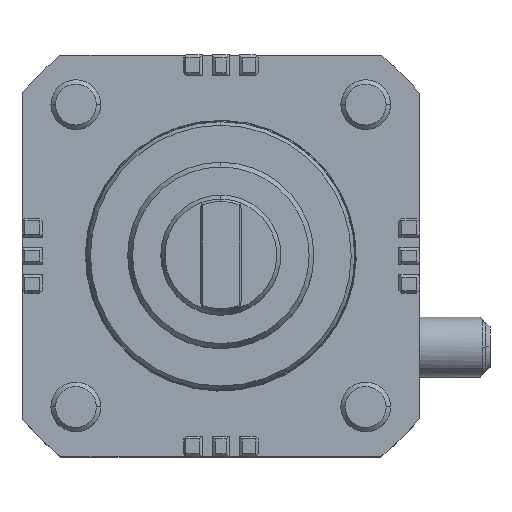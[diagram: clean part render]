
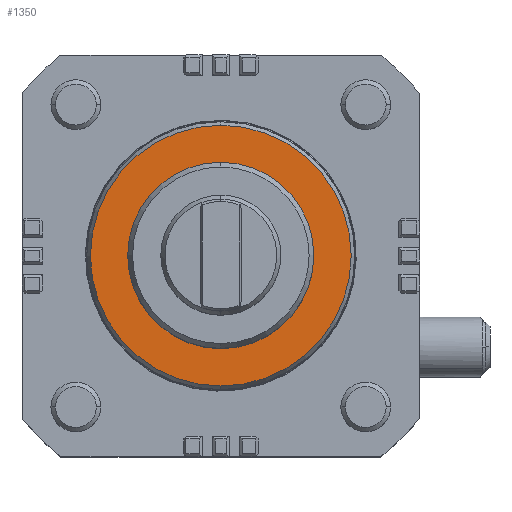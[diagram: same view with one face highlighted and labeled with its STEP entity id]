
A CAD part, top view. The second image highlights one B-rep face of the part: STEP entity #1350.
In plain terms, the highlighted planar face has unit normal (0, 0, 1).
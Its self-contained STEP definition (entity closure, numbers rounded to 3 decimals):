
#1305=CARTESIAN_POINT('',(0.,27.413,32.));
#1306=DIRECTION('',(0.,0.,1.));
#1307=DIRECTION('',(-1.,0.,0.));
#1308=AXIS2_PLACEMENT_3D('',#1305,#1306,#1307);
#1309=PLANE('',#1308);
#1310=CARTESIAN_POINT('',(-0.,-31.484,32.));
#1311=VERTEX_POINT('',#1310);
#1312=CARTESIAN_POINT('',(0.,31.484,32.));
#1313=VERTEX_POINT('',#1312);
#1314=CARTESIAN_POINT('',(0.,0.,32.));
#1315=DIRECTION('',(-0.,-0.,-1.));
#1316=DIRECTION('',(-0.,-1.,0.));
#1317=AXIS2_PLACEMENT_3D('',#1314,#1315,#1316);
#1318=CIRCLE('',#1317,31.484);
#1319=EDGE_CURVE('',#1311,#1313,#1318,.T.);
#1320=ORIENTED_EDGE('',*,*,#1319,.F.);
#1321=CARTESIAN_POINT('',(0.,0.,32.));
#1322=DIRECTION('',(-0.,-0.,-1.));
#1323=DIRECTION('',(-0.,-1.,0.));
#1324=AXIS2_PLACEMENT_3D('',#1321,#1322,#1323);
#1325=CIRCLE('',#1324,31.484);
#1326=EDGE_CURVE('',#1313,#1311,#1325,.T.);
#1327=ORIENTED_EDGE('',*,*,#1326,.F.);
#1328=EDGE_LOOP('',(#1320,#1327));
#1329=FACE_BOUND('',#1328,.T.);
#1330=CARTESIAN_POINT('',(-0.,-22.475,32.));
#1331=VERTEX_POINT('',#1330);
#1332=CARTESIAN_POINT('',(0.,22.475,32.));
#1333=VERTEX_POINT('',#1332);
#1334=CARTESIAN_POINT('',(0.,0.,32.));
#1335=DIRECTION('',(-0.,-0.,-1.));
#1336=DIRECTION('',(0.,1.,-0.));
#1337=AXIS2_PLACEMENT_3D('',#1334,#1335,#1336);
#1338=CIRCLE('',#1337,22.475);
#1339=EDGE_CURVE('',#1331,#1333,#1338,.T.);
#1340=ORIENTED_EDGE('',*,*,#1339,.T.);
#1341=CARTESIAN_POINT('',(0.,0.,32.));
#1342=DIRECTION('',(-0.,-0.,-1.));
#1343=DIRECTION('',(0.,1.,-0.));
#1344=AXIS2_PLACEMENT_3D('',#1341,#1342,#1343);
#1345=CIRCLE('',#1344,22.475);
#1346=EDGE_CURVE('',#1333,#1331,#1345,.T.);
#1347=ORIENTED_EDGE('',*,*,#1346,.T.);
#1348=EDGE_LOOP('',(#1340,#1347));
#1349=FACE_BOUND('',#1348,.T.);
#1350=ADVANCED_FACE('',(#1329,#1349),#1309,.T.);
